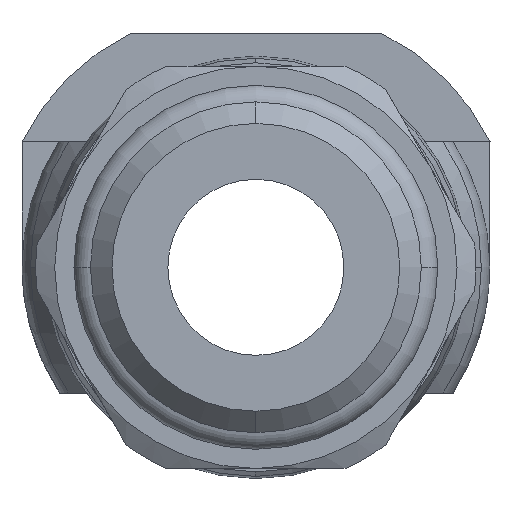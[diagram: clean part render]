
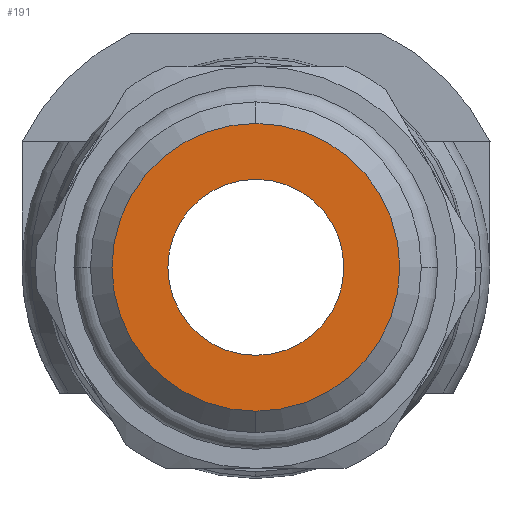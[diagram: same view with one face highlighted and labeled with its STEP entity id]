
A CAD part, front view. The second image highlights one B-rep face of the part: STEP entity #191.
In plain terms, the highlighted planar face has unit normal (0, -1, 0).
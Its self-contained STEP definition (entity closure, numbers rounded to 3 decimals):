
#191=ADVANCED_FACE('',(#501,#502),#503,.T.);
#501=FACE_OUTER_BOUND('',#821,.T.);
#502=FACE_BOUND('',#822,.T.);
#503=PLANE('',#823);
#821=EDGE_LOOP('',(#2067,#2068));
#822=EDGE_LOOP('',(#2069,#2070,#2071));
#823=AXIS2_PLACEMENT_3D('',#2072,#2073,#2074);
#2067=ORIENTED_EDGE('',*,*,#2166,.F.);
#2068=ORIENTED_EDGE('',*,*,#2554,.F.);
#2069=ORIENTED_EDGE('',*,*,#2402,.T.);
#2070=ORIENTED_EDGE('',*,*,#2283,.T.);
#2071=ORIENTED_EDGE('',*,*,#2403,.T.);
#2072=CARTESIAN_POINT('',(0.,-36.15,4.611));
#2073=DIRECTION('',(0.,-1.0,0.));
#2074=DIRECTION('',(0.,0.,-1.0));
#2166=EDGE_CURVE('',#2603,#2605,#2606,.T.);
#2283=EDGE_CURVE('',#2822,#2819,#2823,.T.);
#2402=EDGE_CURVE('',#3019,#2822,#3020,.T.);
#2403=EDGE_CURVE('',#2819,#3019,#3021,.T.);
#2554=EDGE_CURVE('',#2605,#2603,#3251,.T.);
#2603=VERTEX_POINT('',#3307);
#2605=VERTEX_POINT('',#3310);
#2606=CIRCLE('',#3311,5.722);
#2819=VERTEX_POINT('',#3692);
#2822=VERTEX_POINT('',#3696);
#2823=CIRCLE('',#3697,3.5);
#3019=VERTEX_POINT('',#4242);
#3020=CIRCLE('',#4243,3.5);
#3021=CIRCLE('',#4244,3.5);
#3251=CIRCLE('',#4845,5.722);
#3307=CARTESIAN_POINT('',(0.,-36.15,5.722));
#3310=CARTESIAN_POINT('',(0.,-36.15,-5.722));
#3311=AXIS2_PLACEMENT_3D('',#4910,#4911,#4912);
#3692=CARTESIAN_POINT('',(-3.5,-36.15,0.));
#3696=CARTESIAN_POINT('',(3.5,-36.15,0.));
#3697=AXIS2_PLACEMENT_3D('',#5152,#5153,#5154);
#4242=CARTESIAN_POINT('',(0.,-36.15,3.5));
#4243=AXIS2_PLACEMENT_3D('',#5317,#5318,#5319);
#4244=AXIS2_PLACEMENT_3D('',#5320,#5321,#5322);
#4845=AXIS2_PLACEMENT_3D('',#5571,#5572,#5573);
#4910=CARTESIAN_POINT('',(0.,-36.15,0.));
#4911=DIRECTION('',(0.,1.0,0.));
#4912=DIRECTION('',(0.,0.,1.0));
#5152=CARTESIAN_POINT('',(0.,-36.15,0.));
#5153=DIRECTION('',(0.,1.0,0.));
#5154=DIRECTION('',(0.,0.,1.0));
#5317=CARTESIAN_POINT('',(0.,-36.15,0.));
#5318=DIRECTION('',(0.,1.0,0.));
#5319=DIRECTION('',(0.,0.,1.0));
#5320=CARTESIAN_POINT('',(0.,-36.15,0.));
#5321=DIRECTION('',(0.,1.0,0.));
#5322=DIRECTION('',(0.,0.,1.0));
#5571=CARTESIAN_POINT('',(0.,-36.15,0.));
#5572=DIRECTION('',(0.,1.0,0.));
#5573=DIRECTION('',(0.,0.,1.0));
